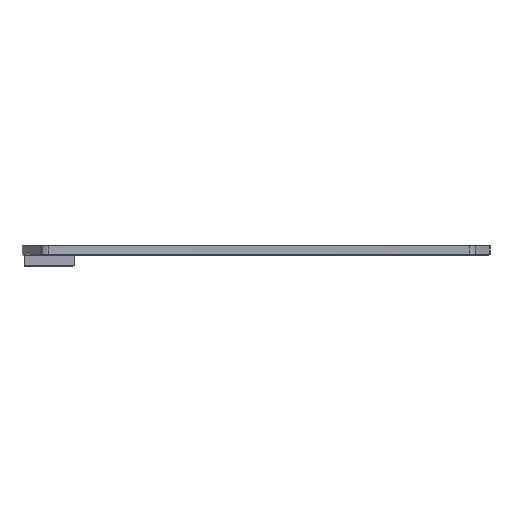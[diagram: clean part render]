
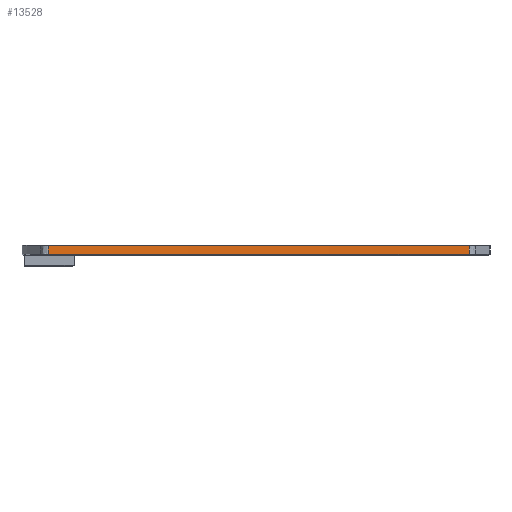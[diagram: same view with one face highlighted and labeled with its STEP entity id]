
A CAD part, front view. The second image highlights one B-rep face of the part: STEP entity #13528.
In plain terms, the highlighted cylindrical face has radius 1172.26 mm (diameter 2344.52 mm), a partial arc.
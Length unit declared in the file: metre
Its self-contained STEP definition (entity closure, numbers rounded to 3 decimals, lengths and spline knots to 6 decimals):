
#118=CYLINDRICAL_SURFACE('',#14401,1.172259);
#319=CIRCLE('',#14402,1.172259);
#320=CIRCLE('',#14403,1.172259);
#570=B_SPLINE_CURVE_WITH_KNOTS('',3,(#20475,#20476,#20477,#20478),
 .UNSPECIFIED.,.F.,.F.,(4,4),(0.066667,0.933333),
 .UNSPECIFIED.);
#571=B_SPLINE_CURVE_WITH_KNOTS('',3,(#20483,#20484,#20485,#20486),
 .UNSPECIFIED.,.F.,.F.,(4,4),(0.066667,0.933333),
 .UNSPECIFIED.);
#1381=ORIENTED_EDGE('',*,*,#5326,.T.);
#1382=ORIENTED_EDGE('',*,*,#5327,.T.);
#1383=ORIENTED_EDGE('',*,*,#5328,.T.);
#1384=ORIENTED_EDGE('',*,*,#5329,.T.);
#5326=EDGE_CURVE('',#7291,#7292,#570,.T.);
#5327=EDGE_CURVE('',#7292,#7293,#319,.F.);
#5328=EDGE_CURVE('',#7293,#7294,#571,.T.);
#5329=EDGE_CURVE('',#7294,#7291,#320,.T.);
#7291=VERTEX_POINT('',#20479);
#7292=VERTEX_POINT('',#20480);
#7293=VERTEX_POINT('',#20482);
#7294=VERTEX_POINT('',#20487);
#11304=EDGE_LOOP('',(#1381,#1382,#1383,#1384));
#12164=FACE_BOUND('',#11304,.T.);
#13528=ADVANCED_FACE('',(#12164),#118,.F.);
#14401=AXIS2_PLACEMENT_3D('',#20474,#16161,#16162);
#14402=AXIS2_PLACEMENT_3D('',#20481,#16163,#16164);
#14403=AXIS2_PLACEMENT_3D('',#20488,#16165,#16166);
#16161=DIRECTION('',(0.,0.,1.));
#16162=DIRECTION('',(1.,0.,0.));
#16163=DIRECTION('',(0.,0.,1.));
#16164=DIRECTION('',(1.,0.,0.));
#16165=DIRECTION('',(0.,0.,1.));
#16166=DIRECTION('',(1.,0.,0.));
#20474=CARTESIAN_POINT('',(0.148247,-1.211057,-0.003));
#20475=CARTESIAN_POINT('',(0.021752,-0.045643,-0.0002));
#20476=CARTESIAN_POINT('',(0.021752,-0.045643,-0.001067));
#20477=CARTESIAN_POINT('',(0.021752,-0.045643,-0.001933));
#20478=CARTESIAN_POINT('',(0.021752,-0.045643,-0.0028));
#20479=CARTESIAN_POINT('',(0.021752,-0.045643,-0.0002));
#20480=CARTESIAN_POINT('',(0.021752,-0.045643,-0.0028));
#20481=CARTESIAN_POINT('',(0.148247,-1.211057,-0.0028));
#20482=CARTESIAN_POINT('',(0.1463,-0.0388,-0.0028));
#20483=CARTESIAN_POINT('',(0.1463,-0.0388,-0.0028));
#20484=CARTESIAN_POINT('',(0.1463,-0.0388,-0.001933));
#20485=CARTESIAN_POINT('',(0.1463,-0.0388,-0.001067));
#20486=CARTESIAN_POINT('',(0.1463,-0.0388,-0.0002));
#20487=CARTESIAN_POINT('',(0.1463,-0.0388,-0.0002));
#20488=CARTESIAN_POINT('',(0.148247,-1.211057,-0.0002));
